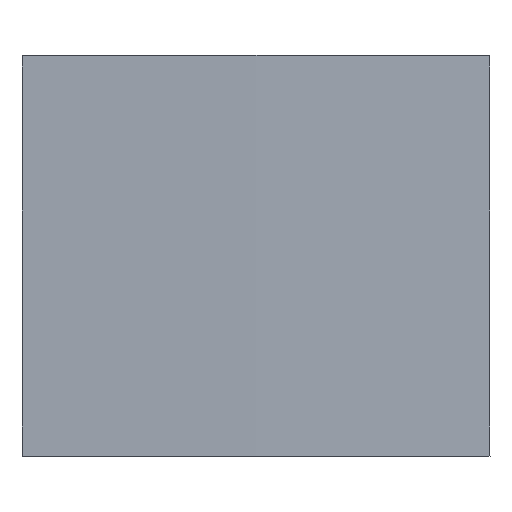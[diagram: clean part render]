
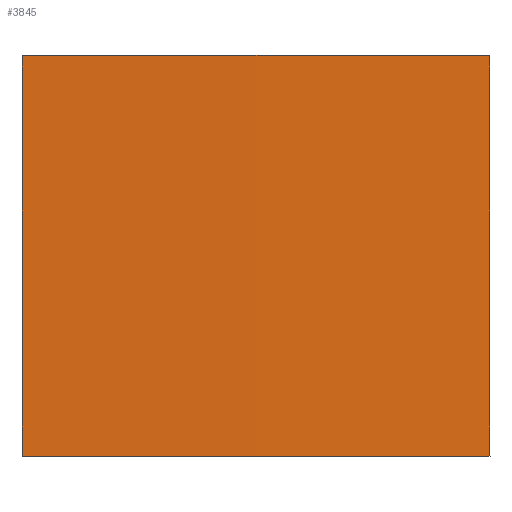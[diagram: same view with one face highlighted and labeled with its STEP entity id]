
A CAD part, top view. The second image highlights one B-rep face of the part: STEP entity #3845.
In plain terms, the highlighted cylindrical face has radius 5314.48 mm (diameter 10629 mm), a partial arc.
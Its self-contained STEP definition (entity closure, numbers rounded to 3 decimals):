
#252=CARTESIAN_POINT('',(293.983,251.933,-2.101));
#279=CARTESIAN_POINT('',(293.983,0.502,-2.101));
#353=DIRECTION('',(0.,1.,0.));
#354=VECTOR('',#353,126.711);
#355=CARTESIAN_POINT('',(0.,0.502,
-2.101));
#356=LINE('',#355,#354);
#357=DIRECTION('',(0.,1.,0.));
#358=VECTOR('',#357,9.);
#359=CARTESIAN_POINT('',(0.,127.213,-2.101));
#360=LINE('',#359,#358);
#361=DIRECTION('',(0.,1.,0.));
#362=VECTOR('',#361,9.);
#363=CARTESIAN_POINT('',(0.,217.413,-2.101));
#364=LINE('',#363,#362);
#365=CARTESIAN_POINT('',(0.,251.933,-2.101));
#366=CARTESIAN_POINT('',(32.743,252.119,-1.195));
#367=CARTESIAN_POINT('',(98.183,252.394,0.008));
#368=CARTESIAN_POINT('',(195.8,252.394,0.008));
#369=CARTESIAN_POINT('',(261.24,252.119,-1.195));
#370=CARTESIAN_POINT('',(293.983,251.933,-2.101));
#372=DIRECTION('',(0.,-1.,0.));
#373=VECTOR('',#372,25.52);
#374=CARTESIAN_POINT('',(293.983,251.933,-2.101));
#375=LINE('',#374,#373);
#376=DIRECTION('',(0.,-1.,0.));
#377=VECTOR('',#376,9.);
#378=CARTESIAN_POINT('',(293.983,226.413,-2.101));
#379=LINE('',#378,#377);
#380=DIRECTION('',(0.,-1.,0.));
#381=VECTOR('',#380,81.2);
#382=CARTESIAN_POINT('',(293.983,217.413,-2.101));
#383=LINE('',#382,#381);
#384=DIRECTION('',(0.,-1.,0.));
#385=VECTOR('',#384,9.);
#386=CARTESIAN_POINT('',(293.983,136.213,-2.101));
#387=LINE('',#386,#385);
#388=DIRECTION('',(0.,-1.,0.));
#389=VECTOR('',#388,126.711);
#390=CARTESIAN_POINT('',(293.983,127.213,-2.101));
#391=LINE('',#390,#389);
#392=CARTESIAN_POINT('',(293.983,0.502,-2.101));
#393=CARTESIAN_POINT('',(261.221,0.299,-1.194));
#394=CARTESIAN_POINT('',(195.756,-0.002,
0.008));
#395=CARTESIAN_POINT('',(98.227,-0.002,
0.008));
#396=CARTESIAN_POINT('',(32.762,0.299,-1.194));
#397=CARTESIAN_POINT('',(0.,0.502,
-2.101));
#411=CARTESIAN_POINT('',(0.,251.933,-2.101));
#413=DIRECTION('',(0.,-1.,0.));
#414=VECTOR('',#413,25.52);
#415=CARTESIAN_POINT('',(0.,251.933,-2.101));
#416=LINE('',#415,#414);
#443=CARTESIAN_POINT('',(0.,0.502,
-2.101));
#1558=DIRECTION('',(0.,-1.,0.));
#1559=VECTOR('',#1558,81.2);
#1560=CARTESIAN_POINT('',(0.,217.413,
-2.101));
#1561=LINE('',#1560,#1559);
#2859=VERTEX_POINT('',#279);
#2880=VERTEX_POINT('',#443);
#2946=CARTESIAN_POINT('',(0.,226.413,
-2.101));
#2948=VERTEX_POINT('',#2946);
#2953=CARTESIAN_POINT('',(293.983,226.413,-2.101));
#2955=VERTEX_POINT('',#2953);
#3130=CARTESIAN_POINT('',(293.983,217.413,-2.101));
#3131=VERTEX_POINT('',#3130);
#3134=VERTEX_POINT('',#252);
#3135=CARTESIAN_POINT('',(293.983,136.213,-2.101));
#3136=VERTEX_POINT('',#3135);
#3145=CARTESIAN_POINT('',(0.,127.213,
-2.101));
#3146=VERTEX_POINT('',#3145);
#3149=CARTESIAN_POINT('',(293.983,127.213,-2.101));
#3151=VERTEX_POINT('',#3149);
#3167=CARTESIAN_POINT('',(0.,136.213,
-2.101));
#3168=VERTEX_POINT('',#3167);
#3178=VERTEX_POINT('',#411);
#3179=CARTESIAN_POINT('',(0.,217.413,
-2.101));
#3180=VERTEX_POINT('',#3179);
#3819=CARTESIAN_POINT('',(146.992,-1.237,
-5314.543));
#3820=DIRECTION('',(0.,1.,0.));
#3821=DIRECTION('',(1.,0.,0.));
#3822=AXIS2_PLACEMENT_3D('',#3819,#3820,#3821);
#3823=CYLINDRICAL_SURFACE('',#3822,5314.475);
#3825=ORIENTED_EDGE('',*,*,#3824,.T.);
#3827=ORIENTED_EDGE('',*,*,#3826,.T.);
#3829=ORIENTED_EDGE('',*,*,#3828,.F.);
#3831=ORIENTED_EDGE('',*,*,#3830,.T.);
#3833=ORIENTED_EDGE('',*,*,#3832,.F.);
#3835=ORIENTED_EDGE('',*,*,#3834,.T.);
#3836=ORIENTED_EDGE('',*,*,#3705,.T.);
#3837=ORIENTED_EDGE('',*,*,#3768,.T.);
#3838=ORIENTED_EDGE('',*,*,#3793,.T.);
#3839=ORIENTED_EDGE('',*,*,#3369,.T.);
#3840=ORIENTED_EDGE('',*,*,#3717,.T.);
#3842=ORIENTED_EDGE('',*,*,#3841,.T.);
#3843=EDGE_LOOP('',(#3825,#3827,#3829,#3831,#3833,#3835,#3836,#3837,#3838,#3839,
#3840,#3842));
#3844=FACE_OUTER_BOUND('',#3843,.F.);
#3845=ADVANCED_FACE('',(#3844),#3823,.T.);
#371=B_SPLINE_CURVE_WITH_KNOTS('',3,(#365,#366,#367,#368,#369,#370),
.UNSPECIFIED.,.F.,.F.,(4,1,1,4),(0.,0.333,0.667,1.),
.UNSPECIFIED.);
#398=B_SPLINE_CURVE_WITH_KNOTS('',3,(#392,#393,#394,#395,#396,#397),
.UNSPECIFIED.,.F.,.F.,(4,1,1,4),(0.,0.333,0.667,1.),
.UNSPECIFIED.);
#3369=EDGE_CURVE('',#3136,#3151,#387,.T.);
#3705=EDGE_CURVE('',#3134,#2955,#375,.T.);
#3717=EDGE_CURVE('',#3151,#2859,#391,.T.);
#3768=EDGE_CURVE('',#2955,#3131,#379,.T.);
#3793=EDGE_CURVE('',#3131,#3136,#383,.T.);
#3824=EDGE_CURVE('',#2880,#3146,#356,.T.);
#3826=EDGE_CURVE('',#3146,#3168,#360,.T.);
#3828=EDGE_CURVE('',#3180,#3168,#1561,.T.);
#3830=EDGE_CURVE('',#3180,#2948,#364,.T.);
#3832=EDGE_CURVE('',#3178,#2948,#416,.T.);
#3834=EDGE_CURVE('',#3178,#3134,#371,.T.);
#3841=EDGE_CURVE('',#2859,#2880,#398,.T.);
